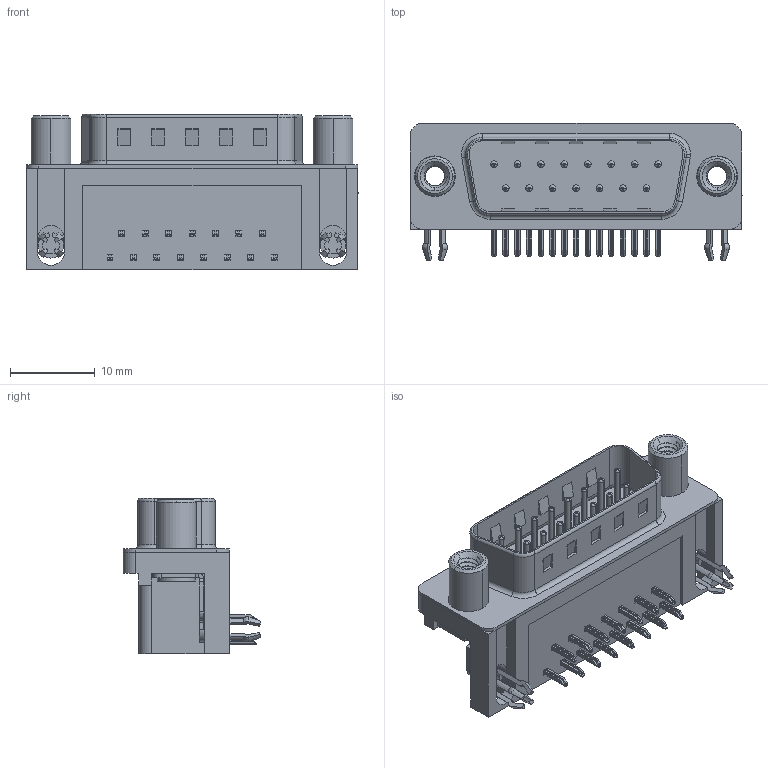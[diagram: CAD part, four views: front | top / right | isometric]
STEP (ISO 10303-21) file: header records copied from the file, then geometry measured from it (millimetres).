
FILE_DESCRIPTION (( 'STEP AP203' ), '1' );
FILE_NAME ('621-015-368-540.STEP', '2019-11-19T00:58:58', ( '' ), ( '' ), 'SwSTEP 2.0', 'SolidWorks 2016', '' );
FILE_SCHEMA (( 'CONFIG_CONTROL_DESIGN' ));
Length unit declared in the file: millimetre
Products named in the file (7): 621 Shell_15 Socket; 621 Round Threaded Standoff; 621 Contact Bottom; 621 4 Prong Board Lock; 621 Contact Top; 621 Housing_15 Socket; 621-015-368-540
Assembly tree (21 placements, depth 2):
  621-015-368-540
    621 Housing_15 Socket
    621 Shell_15 Socket
    621 Contact Bottom  x7
    621 Contact Top  x8
    621 4 Prong Board Lock  x2
    621 Round Threaded Standoff  x2
Bounding box: 39.22 x 16.25 x 18.4 mm (x, y, z)
Volume: 4514.9 mm3; surface area: 5924.1 mm2
Topology: 21 solids, 21 shells, 1591 faces, 4035 edges, 2521 vertices
Faces by surface type: plane 927, cylinder 459, torus 137, cone 52, bspline 16
Entity records: 21090 total; most frequent: CARTESIAN_POINT 5103, DIRECTION 3151, ORIENTED_EDGE 3058, EDGE_CURVE 1529, AXIS2_PLACEMENT_3D 1075, VECTOR 1001, LINE 1001, VERTEX_POINT 983
